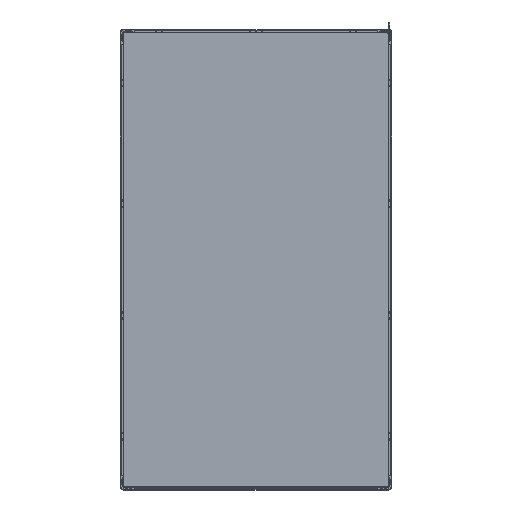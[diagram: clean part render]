
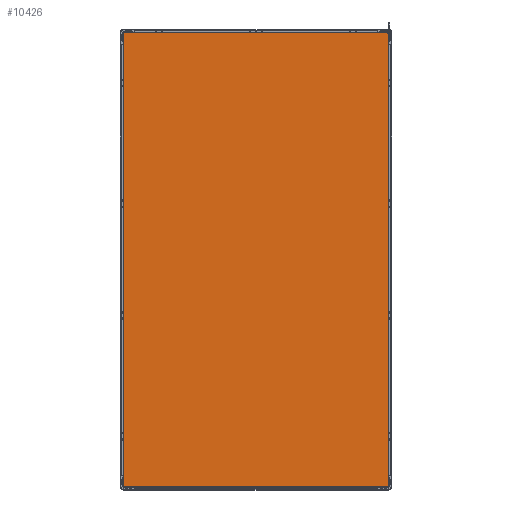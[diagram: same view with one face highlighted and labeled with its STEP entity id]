
A CAD part, top view. The second image highlights one B-rep face of the part: STEP entity #10426.
In plain terms, the highlighted face is planar.
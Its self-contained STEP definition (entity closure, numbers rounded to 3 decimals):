
#10207=CARTESIAN_POINT('',(737.5,4.,-430.25));
#10208=DIRECTION('',(0.,1.,0.));
#10209=DIRECTION('',(1.,0.,0.));
#10210=AXIS2_PLACEMENT_3D('',#10207,#10208,#10209);
#10212=DIRECTION('',(0.,0.,-1.));
#10213=VECTOR('',#10212,860.5);
#10214=CARTESIAN_POINT('',(745.,4.,430.25));
#10215=LINE('',#10214,#10213);
#10216=CARTESIAN_POINT('',(737.5,4.,430.25));
#10217=DIRECTION('',(0.,1.,0.));
#10218=DIRECTION('',(0.,0.,1.));
#10219=AXIS2_PLACEMENT_3D('',#10216,#10217,#10218);
#10221=DIRECTION('',(1.,0.,0.));
#10222=VECTOR('',#10221,1475.);
#10223=CARTESIAN_POINT('',(-737.5,4.,437.75));
#10224=LINE('',#10223,#10222);
#10225=CARTESIAN_POINT('',(-737.5,4.,430.25));
#10226=DIRECTION('',(0.,1.,0.));
#10227=DIRECTION('',(-1.,0.,0.));
#10228=AXIS2_PLACEMENT_3D('',#10225,#10226,#10227);
#10230=DIRECTION('',(0.,0.,1.));
#10231=VECTOR('',#10230,860.5);
#10232=CARTESIAN_POINT('',(-745.,4.,-430.25));
#10233=LINE('',#10232,#10231);
#10234=CARTESIAN_POINT('',(-737.5,4.,-430.25));
#10235=DIRECTION('',(0.,1.,0.));
#10236=DIRECTION('',(0.,0.,-1.));
#10237=AXIS2_PLACEMENT_3D('',#10234,#10235,#10236);
#10239=DIRECTION('',(-1.,0.,0.));
#10240=VECTOR('',#10239,1475.);
#10241=CARTESIAN_POINT('',(737.5,4.,-437.75));
#10242=LINE('',#10241,#10240);
#10247=CARTESIAN_POINT('',(745.,4.,-430.25));
#10248=VERTEX_POINT('',#10247);
#10249=CARTESIAN_POINT('',(737.5,4.,-437.75));
#10250=VERTEX_POINT('',#10249);
#10255=CARTESIAN_POINT('',(-737.5,4.,-437.75));
#10256=VERTEX_POINT('',#10255);
#10257=CARTESIAN_POINT('',(-745.,4.,-430.25));
#10258=VERTEX_POINT('',#10257);
#10263=CARTESIAN_POINT('',(737.5,4.,437.75));
#10264=VERTEX_POINT('',#10263);
#10265=CARTESIAN_POINT('',(745.,4.,430.25));
#10266=VERTEX_POINT('',#10265);
#10271=CARTESIAN_POINT('',(-745.,4.,430.25));
#10272=VERTEX_POINT('',#10271);
#10273=CARTESIAN_POINT('',(-737.5,4.,437.75));
#10274=VERTEX_POINT('',#10273);
#10411=CARTESIAN_POINT('',(0.,4.,0.));
#10412=DIRECTION('',(0.,1.,0.));
#10413=DIRECTION('',(1.,0.,0.));
#10414=AXIS2_PLACEMENT_3D('',#10411,#10412,#10413);
#10415=PLANE('',#10414);
#10416=ORIENTED_EDGE('',*,*,#10307,.F.);
#10417=ORIENTED_EDGE('',*,*,#10323,.F.);
#10418=ORIENTED_EDGE('',*,*,#10336,.F.);
#10419=ORIENTED_EDGE('',*,*,#10351,.F.);
#10420=ORIENTED_EDGE('',*,*,#10364,.F.);
#10421=ORIENTED_EDGE('',*,*,#10377,.F.);
#10422=ORIENTED_EDGE('',*,*,#10392,.F.);
#10423=ORIENTED_EDGE('',*,*,#10404,.F.);
#10424=EDGE_LOOP('',(#10416,#10417,#10418,#10419,#10420,#10421,#10422,#10423));
#10425=FACE_OUTER_BOUND('',#10424,.F.);
#10211=CIRCLE('',#10210,7.5);
#10220=CIRCLE('',#10219,7.5);
#10229=CIRCLE('',#10228,7.5);
#10238=CIRCLE('',#10237,7.5);
#10307=EDGE_CURVE('',#10248,#10250,#10211,.T.);
#10323=EDGE_CURVE('',#10266,#10248,#10215,.T.);
#10336=EDGE_CURVE('',#10264,#10266,#10220,.T.);
#10351=EDGE_CURVE('',#10274,#10264,#10224,.T.);
#10364=EDGE_CURVE('',#10272,#10274,#10229,.T.);
#10377=EDGE_CURVE('',#10258,#10272,#10233,.T.);
#10392=EDGE_CURVE('',#10256,#10258,#10238,.T.);
#10404=EDGE_CURVE('',#10250,#10256,#10242,.T.);
#10426=ADVANCED_FACE('',(#10425),#10415,.T.);
